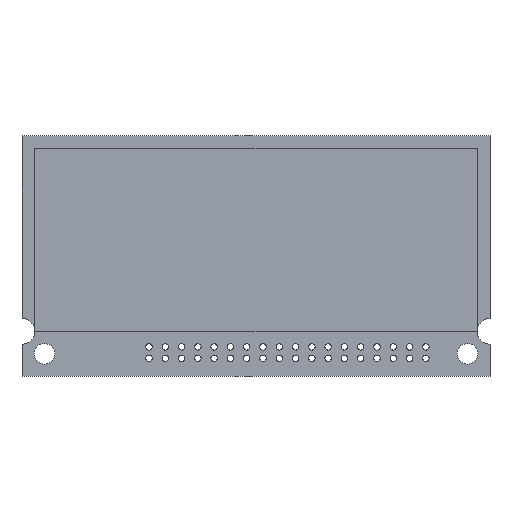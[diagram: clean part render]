
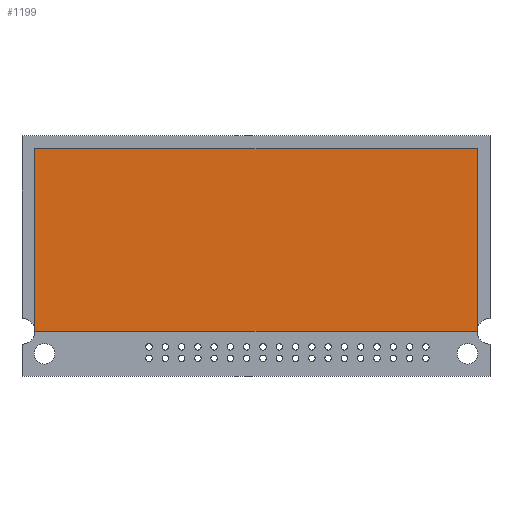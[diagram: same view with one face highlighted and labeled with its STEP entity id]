
A CAD part, top view. The second image highlights one B-rep face of the part: STEP entity #1199.
In plain terms, the highlighted planar face has unit normal (0, 0, 1).
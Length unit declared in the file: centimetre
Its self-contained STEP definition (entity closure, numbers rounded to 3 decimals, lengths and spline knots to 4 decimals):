
#323=VERTEX_POINT('',#1911);
#324=VERTEX_POINT('',#1912);
#327=VERTEX_POINT('',#1920);
#329=VERTEX_POINT('',#1926);
#359=VECTOR('',#1622,1.);
#363=VECTOR('',#1627,1.);
#366=VECTOR('',#1631,1.);
#369=VECTOR('',#1635,1.);
#403=LINE('',#1910,#359);
#407=LINE('',#1919,#363);
#410=LINE('',#1925,#366);
#413=LINE('',#1931,#369);
#527=EDGE_CURVE('',#323,#324,#403,.T.);
#531=EDGE_CURVE('',#324,#327,#407,.T.);
#534=EDGE_CURVE('',#327,#329,#410,.T.);
#537=EDGE_CURVE('',#329,#323,#413,.T.);
#767=ORIENTED_EDGE('',*,*,#527,.F.);
#768=ORIENTED_EDGE('',*,*,#537,.F.);
#769=ORIENTED_EDGE('',*,*,#534,.F.);
#770=ORIENTED_EDGE('',*,*,#531,.F.);
#965=EDGE_LOOP('',(#767,#768,#769,#770));
#1139=FACE_BOUND('',#965,.T.);
#1199=ADVANCED_FACE('',(#1139),#1979,.T.);
#1339=AXIS2_PLACEMENT_3D('',#1933,#1637,$);
#1622=DIRECTION('',(1.,0.,0.));
#1627=DIRECTION('',(0.,-1.,0.));
#1631=DIRECTION('',(-1.,0.,0.));
#1635=DIRECTION('',(0.,1.,0.));
#1637=DIRECTION('',(0.,0.,1.));
#1910=CARTESIAN_POINT('',(6.9,2.85,0.9));
#1911=CARTESIAN_POINT('',(0.,2.85,0.9));
#1912=CARTESIAN_POINT('',(6.9,2.85,0.9));
#1919=CARTESIAN_POINT('',(6.9,0.,0.9));
#1920=CARTESIAN_POINT('',(6.9,0.,0.9));
#1925=CARTESIAN_POINT('',(0.,0.,0.9));
#1926=CARTESIAN_POINT('',(0.,0.,0.9));
#1931=CARTESIAN_POINT('',(0.,2.85,0.9));
#1933=CARTESIAN_POINT('',(3.45,1.425,0.9));
#1979=PLANE('',#1339);
